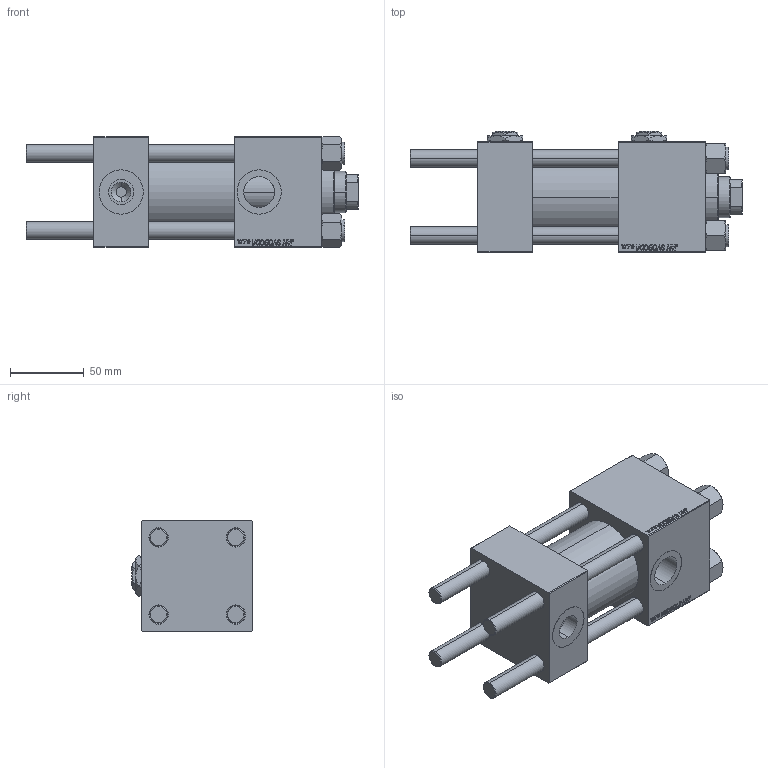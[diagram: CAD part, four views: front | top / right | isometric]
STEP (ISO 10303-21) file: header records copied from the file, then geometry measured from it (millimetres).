
FILE_DESCRIPTION (( 'STEP AP203' ), '1' );
FILE_NAME ('b167.STEP', '2023-08-23T15:24:10', ( '' ), ( '' ), 'SwSTEP 2.0', 'SolidWorks 2019', '' );
FILE_SCHEMA (( 'CONFIG_CONTROL_DESIGN' ));
Length unit declared in the file: millimetre
Products named in the file (7): b167; Zatka_pro_OIL_PORT ec4e2c9afc26815e89460cd2335bba05; V215CR_VCP ec4e2c9afc26815e89460cd2335bba05; NUT_M5 ec4e2c9afc26815e89460cd2335bba05; V215CR_BODY_A ec4e2c9afc26815e89460cd2335bba05; V215_VC_A ec4e2c9afc26815e89460cd2335bba05; CR025_012_A_0_G_A_G_M_020_+#_##_TYCINKA ec4e2c9afc26815e89460cd2335bba05
Assembly tree (13 placements, depth 2):
  b167
    V215CR_BODY_A ec4e2c9afc26815e89460cd2335bba05
    CR025_012_A_0_G_A_G_M_020_+#_##_TYCINKA ec4e2c9afc26815e89460cd2335bba05  x4
    NUT_M5 ec4e2c9afc26815e89460cd2335bba05  x4
    V215CR_VCP ec4e2c9afc26815e89460cd2335bba05
    V215_VC_A ec4e2c9afc26815e89460cd2335bba05
    Zatka_pro_OIL_PORT ec4e2c9afc26815e89460cd2335bba05  x2
Bounding box: 225 x 82 x 75.54 mm (x, y, z)
Volume: 696886.8 mm3; surface area: 171606 mm2
Topology: 13 solids, 13 shells, 1235 faces, 3086 edges, 1991 vertices
Faces by surface type: plane 567, bspline 392, cone 178, cylinder 90, torus 8
Entity records: 51915 total; most frequent: CARTESIAN_POINT 27639, ORIENTED_EDGE 5472, DIRECTION 3496, EDGE_CURVE 2736, VERTEX_POINT 1789, LINE 1632, VECTOR 1632, EDGE_LOOP 1209
